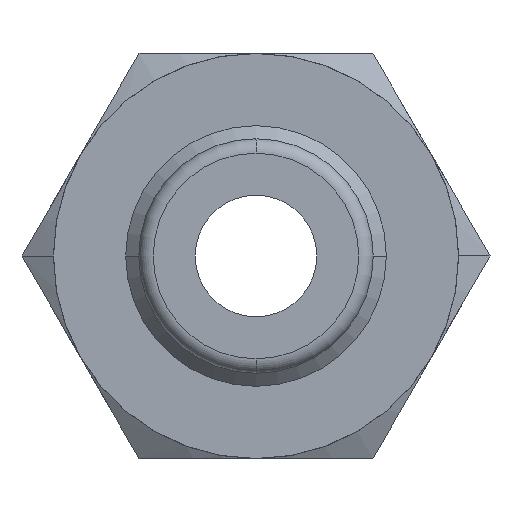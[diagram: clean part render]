
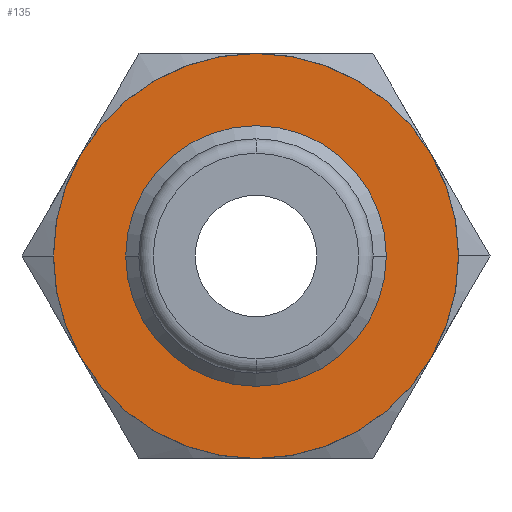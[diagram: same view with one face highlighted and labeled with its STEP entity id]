
A CAD part, front view. The second image highlights one B-rep face of the part: STEP entity #135.
In plain terms, the highlighted planar face has unit normal (0, -1, 0).
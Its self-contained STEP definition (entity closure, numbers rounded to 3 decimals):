
#135=ADVANCED_FACE('',(#292,#293),#294,.T.);
#292=FACE_OUTER_BOUND('',#471,.T.);
#293=FACE_BOUND('',#472,.T.);
#294=PLANE('',#473);
#471=EDGE_LOOP('',(#792,#793));
#472=EDGE_LOOP('',(#794,#795));
#473=AXIS2_PLACEMENT_3D('',#796,#797,#798);
#792=ORIENTED_EDGE('',*,*,#1127,.T.);
#793=ORIENTED_EDGE('',*,*,#1038,.T.);
#794=ORIENTED_EDGE('',*,*,#1096,.F.);
#795=ORIENTED_EDGE('',*,*,#1128,.F.);
#796=CARTESIAN_POINT('',(0.0,14.0,0.0));
#797=DIRECTION('',(0.0,-1.0,0.0));
#798=DIRECTION('',(-1.0,0.0,0.0));
#1038=EDGE_CURVE('',#1231,#1228,#1232,.T.);
#1096=EDGE_CURVE('',#1320,#1316,#1322,.T.);
#1127=EDGE_CURVE('',#1228,#1231,#1362,.T.);
#1128=EDGE_CURVE('',#1316,#1320,#1363,.T.);
#1228=VERTEX_POINT('',#1552);
#1231=VERTEX_POINT('',#1556);
#1232=CIRCLE('',#1557,6.995);
#1316=VERTEX_POINT('',#1729);
#1320=VERTEX_POINT('',#1734);
#1322=CIRCLE('',#1737,4.5);
#1362=CIRCLE('',#1816,6.995);
#1363=CIRCLE('',#1817,4.5);
#1552=CARTESIAN_POINT('',(6.995,14.0,0.0));
#1556=CARTESIAN_POINT('',(-6.995,14.0,0.));
#1557=AXIS2_PLACEMENT_3D('',#1991,#1992,#1993);
#1729=CARTESIAN_POINT('',(4.5,14.0,0.));
#1734=CARTESIAN_POINT('',(-4.5,14.0,0.));
#1737=AXIS2_PLACEMENT_3D('',#2082,#2083,#2084);
#1816=AXIS2_PLACEMENT_3D('',#2121,#2122,#2123);
#1817=AXIS2_PLACEMENT_3D('',#2124,#2125,#2126);
#1991=CARTESIAN_POINT('',(0.0,14.0,0.0));
#1992=DIRECTION('',(0.0,-1.0,0.0));
#1993=DIRECTION('',(1.0,0.0,0.0));
#2082=CARTESIAN_POINT('',(0.0,14.0,0.0));
#2083=DIRECTION('',(0.0,-1.0,0.0));
#2084=DIRECTION('',(1.0,0.0,0.0));
#2121=CARTESIAN_POINT('',(0.0,14.0,0.0));
#2122=DIRECTION('',(0.0,-1.0,0.0));
#2123=DIRECTION('',(1.0,0.0,0.0));
#2124=CARTESIAN_POINT('',(0.0,14.0,0.0));
#2125=DIRECTION('',(0.0,-1.0,0.0));
#2126=DIRECTION('',(1.0,0.0,0.0));
